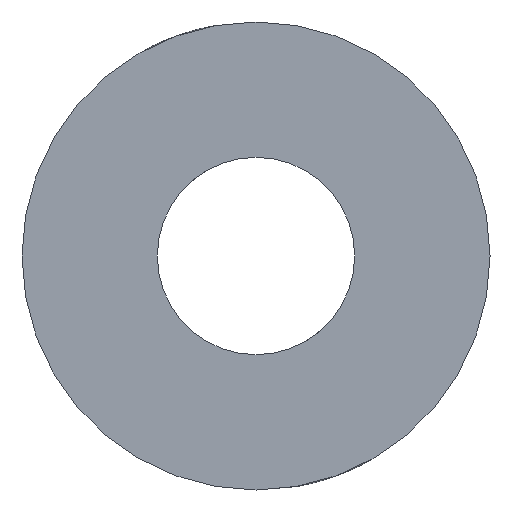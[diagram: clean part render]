
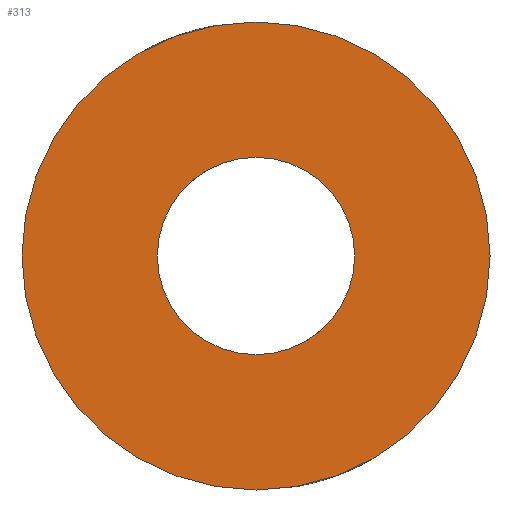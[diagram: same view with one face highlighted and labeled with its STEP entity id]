
A CAD part, front view. The second image highlights one B-rep face of the part: STEP entity #313.
In plain terms, the highlighted planar face has unit normal (0, -1, 0).
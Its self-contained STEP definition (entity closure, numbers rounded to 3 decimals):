
#27 = DIRECTION ( 'NONE',  ( 0., 0., 1. ) ) ;
#59 = EDGE_CURVE ( 'NONE', #1051, #891, #1082, .T. ) ;
#135 = CARTESIAN_POINT ( 'NONE',  ( 0., 0., -9.495 ) ) ;
#221 = AXIS2_PLACEMENT_3D ( 'NONE', #1117, #322, #1142 ) ;
#265 = DIRECTION ( 'NONE',  ( 0., 1., 0. ) ) ;
#313 = ADVANCED_FACE ( 'NONE', ( #565, #461 ), #837, .F. ) ;
#314 = ORIENTED_EDGE ( 'NONE', *, *, #575, .F. ) ;
#322 = DIRECTION ( 'NONE',  ( 0., 1., 0. ) ) ;
#338 = CARTESIAN_POINT ( 'NONE',  ( 0., 0., -4.005 ) ) ;
#356 = VERTEX_POINT ( 'NONE', #135 ) ;
#376 = ORIENTED_EDGE ( 'NONE', *, *, #827, .F. ) ;
#392 = EDGE_LOOP ( 'NONE', ( #314, #376 ) ) ;
#451 = ORIENTED_EDGE ( 'NONE', *, *, #59, .T. ) ;
#461 = FACE_OUTER_BOUND ( 'NONE', #392, .T. ) ;
#502 = AXIS2_PLACEMENT_3D ( 'NONE', #1072, #265, #620 ) ;
#534 = DIRECTION ( 'NONE',  ( 0., 1., 0. ) ) ;
#560 = DIRECTION ( 'NONE',  ( 0., 1., 0. ) ) ;
#565 = FACE_BOUND ( 'NONE', #783, .T. ) ;
#572 = AXIS2_PLACEMENT_3D ( 'NONE', #980, #534, #694 ) ;
#575 = EDGE_CURVE ( 'NONE', #356, #584, #971, .T. ) ;
#584 = VERTEX_POINT ( 'NONE', #898 ) ;
#620 = DIRECTION ( 'NONE',  ( 0., 0., 1. ) ) ;
#690 = AXIS2_PLACEMENT_3D ( 'NONE', #746, #560, #27 ) ;
#694 = DIRECTION ( 'NONE',  ( 0., 0., 1. ) ) ;
#746 = CARTESIAN_POINT ( 'NONE',  ( 0., 0., 0. ) ) ;
#783 = EDGE_LOOP ( 'NONE', ( #1035, #451 ) ) ;
#785 = DIRECTION ( 'NONE',  ( 0., 0., 1. ) ) ;
#805 = CARTESIAN_POINT ( 'NONE',  ( 0., 0., 0. ) ) ;
#827 = EDGE_CURVE ( 'NONE', #584, #356, #1080, .T. ) ;
#837 = PLANE ( 'NONE',  #690 ) ;
#860 = EDGE_CURVE ( 'NONE', #891, #1051, #1155, .T. ) ;
#870 = CARTESIAN_POINT ( 'NONE',  ( 0., 0., 4.005 ) ) ;
#891 = VERTEX_POINT ( 'NONE', #338 ) ;
#898 = CARTESIAN_POINT ( 'NONE',  ( 0., 0., 9.495 ) ) ;
#971 = CIRCLE ( 'NONE', #1115, 9.495 ) ;
#980 = CARTESIAN_POINT ( 'NONE',  ( 0., 0., 0. ) ) ;
#1035 = ORIENTED_EDGE ( 'NONE', *, *, #860, .T. ) ;
#1051 = VERTEX_POINT ( 'NONE', #870 ) ;
#1072 = CARTESIAN_POINT ( 'NONE',  ( 0., 0., 0. ) ) ;
#1073 = DIRECTION ( 'NONE',  ( 0., 1., 0. ) ) ;
#1080 = CIRCLE ( 'NONE', #502, 9.495 ) ;
#1082 = CIRCLE ( 'NONE', #221, 4.005 ) ;
#1115 = AXIS2_PLACEMENT_3D ( 'NONE', #805, #1073, #785 ) ;
#1117 = CARTESIAN_POINT ( 'NONE',  ( 0., 0., 0. ) ) ;
#1142 = DIRECTION ( 'NONE',  ( 0., 0., 1. ) ) ;
#1155 = CIRCLE ( 'NONE', #572, 4.005 ) ;
